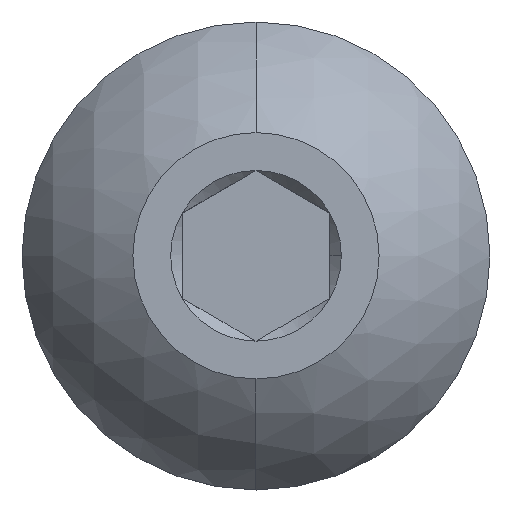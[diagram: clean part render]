
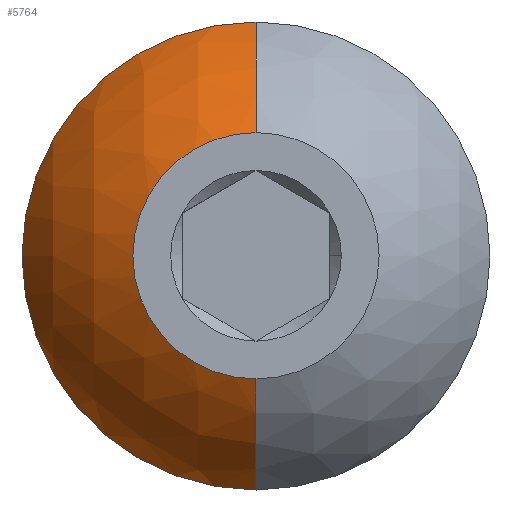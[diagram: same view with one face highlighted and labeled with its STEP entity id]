
A CAD part, top view. The second image highlights one B-rep face of the part: STEP entity #5764.
In plain terms, the highlighted spherical face has radius 5.287 mm.
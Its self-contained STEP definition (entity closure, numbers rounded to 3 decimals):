
#62 = DIRECTION ( 'NONE',  ( -1., 0., 0. ) ) ;
#117 = CARTESIAN_POINT ( 'NONE',  ( 0., 0., 8.037 ) ) ;
#134 = DIRECTION ( 'NONE',  ( 0., -1., 0. ) ) ;
#306 = CARTESIAN_POINT ( 'NONE',  ( 0., -2.5, 10.375 ) ) ;
#314 = DIRECTION ( 'NONE',  ( 0., 0., -1. ) ) ;
#499 = AXIS2_PLACEMENT_3D ( 'NONE', #1839, #62, #3280 ) ;
#833 = DIRECTION ( 'NONE',  ( 0., 0., 1. ) ) ;
#985 = CIRCLE ( 'NONE', #3843, 2.5 ) ;
#1080 = DIRECTION ( 'NONE',  ( 1., 0., 0. ) ) ;
#1680 = ORIENTED_EDGE ( 'NONE', *, *, #4116, .T. ) ;
#1839 = CARTESIAN_POINT ( 'NONE',  ( 0., 0., 5.717 ) ) ;
#1910 = CARTESIAN_POINT ( 'NONE',  ( 0., -4.75, 8.037 ) ) ;
#2002 = SPHERICAL_SURFACE ( 'NONE', #4938, 5.287 ) ;
#2606 = CARTESIAN_POINT ( 'NONE',  ( 0., 0., 5.717 ) ) ;
#2707 = DIRECTION ( 'NONE',  ( -1., 0., 0. ) ) ;
#2746 = VERTEX_POINT ( 'NONE', #4147 ) ;
#2896 = DIRECTION ( 'NONE',  ( 0., 0., 1. ) ) ;
#2947 = ORIENTED_EDGE ( 'NONE', *, *, #3596, .F. ) ;
#3280 = DIRECTION ( 'NONE',  ( 0., -1., 0. ) ) ;
#3596 = EDGE_CURVE ( 'NONE', #5567, #2746, #5753, .T. ) ;
#3676 = ORIENTED_EDGE ( 'NONE', *, *, #3821, .F. ) ;
#3765 = ORIENTED_EDGE ( 'NONE', *, *, #5887, .T. ) ;
#3821 = EDGE_CURVE ( 'NONE', #2746, #5573, #985, .T. ) ;
#3843 = AXIS2_PLACEMENT_3D ( 'NONE', #5913, #833, #4945 ) ;
#3945 = CIRCLE ( 'NONE', #499, 5.287 ) ;
#4116 = EDGE_CURVE ( 'NONE', #5567, #4909, #4163, .T. ) ;
#4147 = CARTESIAN_POINT ( 'NONE',  ( 0., 2.5, 10.375 ) ) ;
#4163 = CIRCLE ( 'NONE', #4868, 4.75 ) ;
#4320 = EDGE_LOOP ( 'NONE', ( #1680, #3765, #3676, #2947 ) ) ;
#4429 = CARTESIAN_POINT ( 'NONE',  ( 0., 4.75, 8.037 ) ) ;
#4868 = AXIS2_PLACEMENT_3D ( 'NONE', #117, #2896, #134 ) ;
#4909 = VERTEX_POINT ( 'NONE', #1910 ) ;
#4938 = AXIS2_PLACEMENT_3D ( 'NONE', #5421, #2707, #5880 ) ;
#4945 = DIRECTION ( 'NONE',  ( 0., -1., 0. ) ) ;
#5421 = CARTESIAN_POINT ( 'NONE',  ( 0., 0., 5.717 ) ) ;
#5567 = VERTEX_POINT ( 'NONE', #4429 ) ;
#5573 = VERTEX_POINT ( 'NONE', #306 ) ;
#5753 = CIRCLE ( 'NONE', #5918, 5.287 ) ;
#5764 = ADVANCED_FACE ( 'NONE', ( #5960 ), #2002, .T. ) ;
#5880 = DIRECTION ( 'NONE',  ( 0., 1., 0. ) ) ;
#5887 = EDGE_CURVE ( 'NONE', #4909, #5573, #3945, .T. ) ;
#5913 = CARTESIAN_POINT ( 'NONE',  ( 0., 0., 10.375 ) ) ;
#5918 = AXIS2_PLACEMENT_3D ( 'NONE', #2606, #1080, #314 ) ;
#5960 = FACE_OUTER_BOUND ( 'NONE', #4320, .T. ) ;
